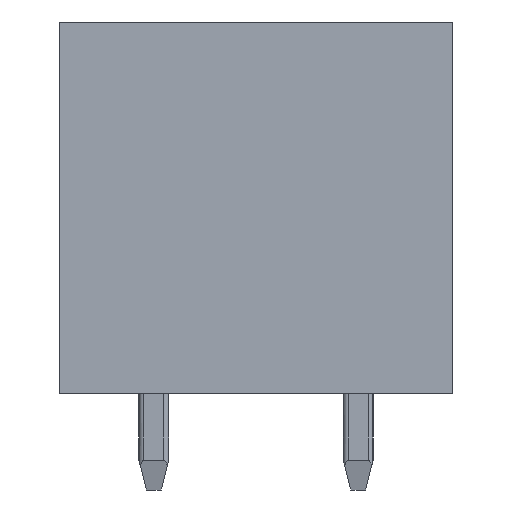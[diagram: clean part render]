
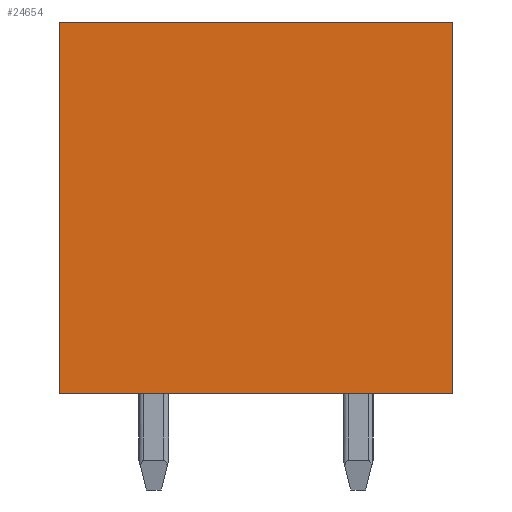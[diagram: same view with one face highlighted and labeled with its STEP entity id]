
A CAD part, left-side view. The second image highlights one B-rep face of the part: STEP entity #24654.
In plain terms, the highlighted planar face has unit normal (-1, 0, 0).
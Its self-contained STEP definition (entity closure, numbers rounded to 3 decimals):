
#1921=DIRECTION('',(0.,0.,-1.));
#1922=VECTOR('',#1921,10.);
#1923=CARTESIAN_POINT('',(-56.8,-5.3,3.7));
#1924=LINE('',#1923,#1922);
#1925=DIRECTION('',(0.,1.,0.));
#1926=VECTOR('',#1925,10.6);
#1927=CARTESIAN_POINT('',(-56.8,-5.3,-6.3));
#1928=LINE('',#1927,#1926);
#1929=DIRECTION('',(0.,0.,1.));
#1930=VECTOR('',#1929,10.);
#1931=CARTESIAN_POINT('',(-56.8,5.3,-6.3));
#1932=LINE('',#1931,#1930);
#1933=DIRECTION('',(0.,-1.,0.));
#1934=VECTOR('',#1933,10.6);
#1935=CARTESIAN_POINT('',(-56.8,5.3,3.7));
#1936=LINE('',#1935,#1934);
#18281=CARTESIAN_POINT('',(-56.8,-5.3,3.7));
#18282=CARTESIAN_POINT('',(-56.8,-5.3,-6.3));
#18283=VERTEX_POINT('',#18281);
#18284=VERTEX_POINT('',#18282);
#18285=CARTESIAN_POINT('',(-56.8,5.3,-6.3));
#18286=VERTEX_POINT('',#18285);
#18287=CARTESIAN_POINT('',(-56.8,5.3,3.7));
#18288=VERTEX_POINT('',#18287);
#24643=CARTESIAN_POINT('',(-56.8,0.,0.));
#24644=DIRECTION('',(1.,0.,0.));
#24645=DIRECTION('',(0.,-1.,0.));
#24646=AXIS2_PLACEMENT_3D('',#24643,#24644,#24645);
#24647=PLANE('',#24646);
#24648=ORIENTED_EDGE('',*,*,#23017,.T.);
#24649=ORIENTED_EDGE('',*,*,#23032,.T.);
#24650=ORIENTED_EDGE('',*,*,#23622,.T.);
#24651=ORIENTED_EDGE('',*,*,#23635,.T.);
#24652=EDGE_LOOP('',(#24648,#24649,#24650,#24651));
#24653=FACE_OUTER_BOUND('',#24652,.F.);
#24654=ADVANCED_FACE('',(#24653),#24647,.F.);
#23017=EDGE_CURVE('',#18283,#18284,#1924,.T.);
#23032=EDGE_CURVE('',#18284,#18286,#1928,.T.);
#23622=EDGE_CURVE('',#18286,#18288,#1932,.T.);
#23635=EDGE_CURVE('',#18288,#18283,#1936,.T.);
